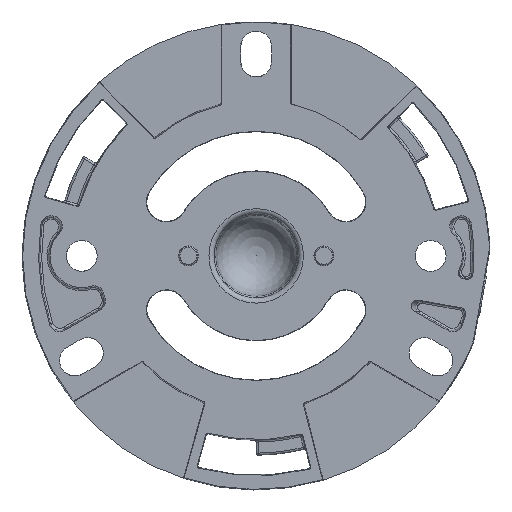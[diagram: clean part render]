
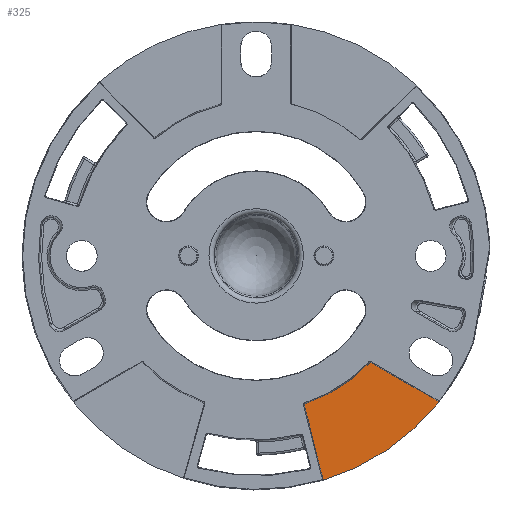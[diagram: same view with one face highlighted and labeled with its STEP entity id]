
A CAD part, front view. The second image highlights one B-rep face of the part: STEP entity #325.
In plain terms, the highlighted planar face has unit normal (0, -1, 0).
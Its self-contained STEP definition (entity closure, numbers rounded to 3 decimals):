
#325=ADVANCED_FACE('',(#874),#875,.T.);
#874=FACE_OUTER_BOUND('',#1691,.T.);
#875=PLANE('',#1692);
#1691=EDGE_LOOP('',(#5771,#5772,#5773,#5774,#5775,#5776));
#1692=AXIS2_PLACEMENT_3D('',#5777,#5778,#5779);
#5771=ORIENTED_EDGE('',*,*,#7860,.T.);
#5772=ORIENTED_EDGE('',*,*,#7861,.T.);
#5773=ORIENTED_EDGE('',*,*,#7862,.T.);
#5774=ORIENTED_EDGE('',*,*,#7863,.T.);
#5775=ORIENTED_EDGE('',*,*,#7864,.T.);
#5776=ORIENTED_EDGE('',*,*,#7865,.T.);
#5777=CARTESIAN_POINT('',(0.0,0.9,0.));
#5778=DIRECTION('',(0.0,-1.0,0.));
#5779=DIRECTION('',(0.0,0.,-1.0));
#7860=EDGE_CURVE('',#8838,#8839,#8840,.T.);
#7861=EDGE_CURVE('',#8839,#8841,#8842,.T.);
#7862=EDGE_CURVE('',#8841,#8843,#8844,.T.);
#7863=EDGE_CURVE('',#8843,#8845,#8846,.T.);
#7864=EDGE_CURVE('',#8845,#8847,#8848,.T.);
#7865=EDGE_CURVE('',#8847,#8838,#8849,.T.);
#8838=VERTEX_POINT('',#10340);
#8839=VERTEX_POINT('',#10341);
#8840=LINE('',#10342,#10343);
#8841=VERTEX_POINT('',#10344);
#8842=B_SPLINE_CURVE_WITH_KNOTS('',2,(#10345,#10346,#10347,#10348,#10349,#10350,#10351),.UNSPECIFIED.,.F.,.F.,(3,2,2,3),(0.0,0.5,0.75,1.0),.UNSPECIFIED.);
#8843=VERTEX_POINT('',#10352);
#8844=CIRCLE('',#10353,15.63);
#8845=VERTEX_POINT('',#10354);
#8846=B_SPLINE_CURVE_WITH_KNOTS('',2,(#10355,#10356,#10357,#10358,#10359,#10360,#10361,#10362,#10363),.UNSPECIFIED.,.F.,.F.,(3,2,2,2,3),(0.0,0.25,0.5,0.75,1.0),.UNSPECIFIED.);
#8847=VERTEX_POINT('',#10364);
#8848=LINE('',#10365,#10366);
#8849=CIRCLE('',#10367,23.493);
#10340=CARTESIAN_POINT('',(18.372,0.9,-14.648));
#10341=CARTESIAN_POINT('',(11.579,0.9,-10.727));
#10342=CARTESIAN_POINT('',(14.271,0.9,-12.281));
#10343=VECTOR('',#13280,1.0);
#10344=CARTESIAN_POINT('',(11.335,0.9,-10.762));
#10345=CARTESIAN_POINT('',(11.579,0.9,-10.727));
#10346=CARTESIAN_POINT('',(11.52,0.9,-10.692));
#10347=CARTESIAN_POINT('',(11.451,0.9,-10.702));
#10348=CARTESIAN_POINT('',(11.418,0.9,-10.707));
#10349=CARTESIAN_POINT('',(11.388,0.9,-10.722));
#10350=CARTESIAN_POINT('',(11.358,0.9,-10.738));
#10351=CARTESIAN_POINT('',(11.335,0.9,-10.762));
#10352=CARTESIAN_POINT('',(4.977,0.9,-14.817));
#10353=AXIS2_PLACEMENT_3D('',#13281,#13282,#13283);
#10354=CARTESIAN_POINT('',(4.847,0.9,-15.055));
#10355=CARTESIAN_POINT('',(4.977,0.9,-14.817));
#10356=CARTESIAN_POINT('',(4.941,0.9,-14.828));
#10357=CARTESIAN_POINT('',(4.912,0.9,-14.853));
#10358=CARTESIAN_POINT('',(4.883,0.9,-14.877));
#10359=CARTESIAN_POINT('',(4.865,0.9,-14.91));
#10360=CARTESIAN_POINT('',(4.847,0.9,-14.942));
#10361=CARTESIAN_POINT('',(4.842,0.9,-14.981));
#10362=CARTESIAN_POINT('',(4.837,0.9,-15.018));
#10363=CARTESIAN_POINT('',(4.847,0.9,-15.055));
#10364=CARTESIAN_POINT('',(6.735,0.9,-22.507));
#10365=CARTESIAN_POINT('',(5.593,0.9,-17.999));
#10366=VECTOR('',#13284,1.0);
#10367=AXIS2_PLACEMENT_3D('',#13285,#13286,#13287);
#13280=DIRECTION('',(-0.866,0.,0.5));
#13281=CARTESIAN_POINT('',(0.0,0.9,0.0));
#13282=DIRECTION('',(0.0,1.0,0.));
#13283=DIRECTION('',(0.0,0.,-1.0));
#13284=DIRECTION('',(0.246,0.,-0.969));
#13285=CARTESIAN_POINT('',(0.0,0.9,0.));
#13286=DIRECTION('',(-0.0,-1.0,0.));
#13287=DIRECTION('',(-1.0,0.0,0.0));
